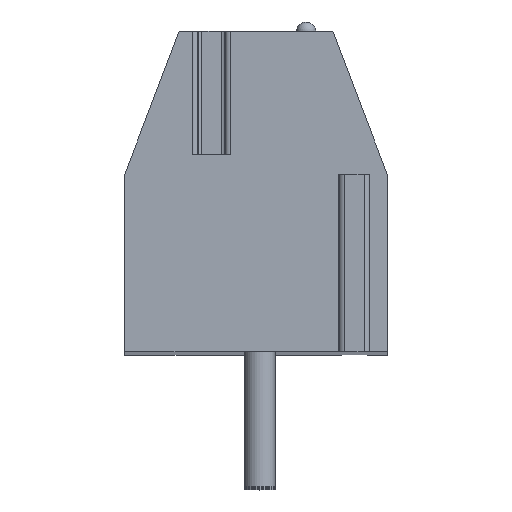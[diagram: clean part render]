
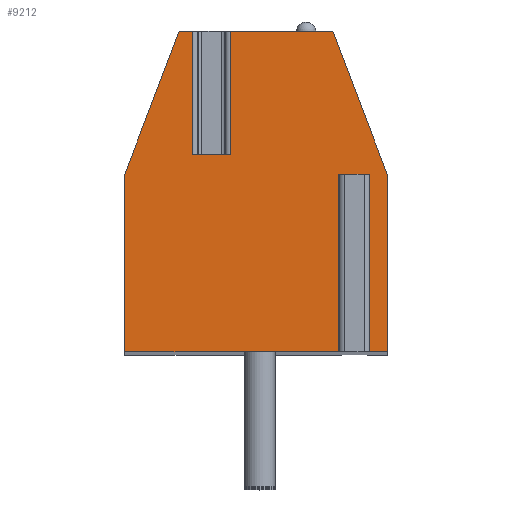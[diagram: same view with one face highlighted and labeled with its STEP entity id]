
A CAD part, top view. The second image highlights one B-rep face of the part: STEP entity #9212.
In plain terms, the highlighted planar face has unit normal (0, 0, 1).
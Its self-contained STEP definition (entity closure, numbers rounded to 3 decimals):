
#13=DIRECTION('',(0.,1.,0.));
#14=VECTOR('',#13,3.2);
#15=CARTESIAN_POINT('',(-1.636,1.,47.625));
#16=LINE('',#15,#14);
#17=DIRECTION('',(1.,0.,0.));
#18=VECTOR('',#17,0.972);
#19=CARTESIAN_POINT('',(-1.636,1.,47.625));
#20=LINE('',#19,#18);
#21=DIRECTION('',(0.,1.,0.));
#22=VECTOR('',#21,3.2);
#23=CARTESIAN_POINT('',(-0.664,1.,47.625));
#24=LINE('',#23,#22);
#25=DIRECTION('',(-1.,0.,0.));
#26=VECTOR('',#25,2.659);
#27=CARTESIAN_POINT('',(1.995,4.2,47.625));
#28=LINE('',#27,#26);
#29=DIRECTION('',(-0.355,0.935,0.));
#30=VECTOR('',#29,3.958);
#31=CARTESIAN_POINT('',(3.4,0.5,47.625));
#32=LINE('',#31,#30);
#33=DIRECTION('',(0.,1.,0.));
#34=VECTOR('',#33,4.6);
#35=CARTESIAN_POINT('',(3.4,-4.1,47.625));
#36=LINE('',#35,#34);
#37=DIRECTION('',(1.,0.,0.));
#38=VECTOR('',#37,0.625);
#39=CARTESIAN_POINT('',(2.775,-4.1,47.625));
#40=LINE('',#39,#38);
#41=DIRECTION('',(0.,1.,0.));
#42=VECTOR('',#41,4.6);
#43=CARTESIAN_POINT('',(2.775,-4.1,47.625));
#44=LINE('',#43,#42);
#45=DIRECTION('',(-1.,0.,0.));
#46=VECTOR('',#45,0.45);
#47=CARTESIAN_POINT('',(2.775,0.5,47.625));
#48=LINE('',#47,#46);
#49=DIRECTION('',(0.,1.,0.));
#50=VECTOR('',#49,4.6);
#51=CARTESIAN_POINT('',(2.325,-4.1,47.625));
#52=LINE('',#51,#50);
#53=DIRECTION('',(1.,0.,0.));
#54=VECTOR('',#53,5.725);
#55=CARTESIAN_POINT('',(-3.4,-4.1,47.625));
#56=LINE('',#55,#54);
#57=DIRECTION('',(0.,-1.,0.));
#58=VECTOR('',#57,4.6);
#59=CARTESIAN_POINT('',(-3.4,0.5,47.625));
#60=LINE('',#59,#58);
#61=DIRECTION('',(-0.355,-0.935,0.));
#62=VECTOR('',#61,3.958);
#63=CARTESIAN_POINT('',(-1.995,4.2,47.625));
#64=LINE('',#63,#62);
#65=DIRECTION('',(-1.,0.,0.));
#66=VECTOR('',#65,0.359);
#67=CARTESIAN_POINT('',(-1.636,4.2,47.625));
#68=LINE('',#67,#66);
#7235=CARTESIAN_POINT('',(-1.995,4.2,47.625));
#7236=CARTESIAN_POINT('',(-3.4,0.5,47.625));
#7237=VERTEX_POINT('',#7235);
#7238=VERTEX_POINT('',#7236);
#7239=CARTESIAN_POINT('',(-3.4,-4.1,47.625));
#7240=VERTEX_POINT('',#7239);
#7241=CARTESIAN_POINT('',(3.4,-4.1,47.625));
#7242=CARTESIAN_POINT('',(3.4,0.5,47.625));
#7243=VERTEX_POINT('',#7241);
#7244=VERTEX_POINT('',#7242);
#7245=CARTESIAN_POINT('',(1.995,4.2,47.625));
#7246=VERTEX_POINT('',#7245);
#7283=CARTESIAN_POINT('',(2.775,0.5,47.625));
#7284=CARTESIAN_POINT('',(2.325,0.5,47.625));
#7285=VERTEX_POINT('',#7283);
#7286=VERTEX_POINT('',#7284);
#7287=CARTESIAN_POINT('',(2.325,-4.1,47.625));
#7288=VERTEX_POINT('',#7287);
#7289=CARTESIAN_POINT('',(2.775,-4.1,47.625));
#7290=VERTEX_POINT('',#7289);
#7351=CARTESIAN_POINT('',(-1.636,1.,47.625));
#7352=CARTESIAN_POINT('',(-1.636,4.2,47.625));
#7353=VERTEX_POINT('',#7351);
#7354=VERTEX_POINT('',#7352);
#7355=CARTESIAN_POINT('',(-0.664,1.,47.625));
#7356=CARTESIAN_POINT('',(-0.664,4.2,47.625));
#7357=VERTEX_POINT('',#7355);
#7358=VERTEX_POINT('',#7356);
#9177=CARTESIAN_POINT('',(0.,0.,47.625));
#9178=DIRECTION('',(0.,0.,1.));
#9179=DIRECTION('',(1.,0.,0.));
#9180=AXIS2_PLACEMENT_3D('',#9177,#9178,#9179);
#9181=PLANE('',#9180);
#9183=ORIENTED_EDGE('',*,*,#9182,.F.);
#9185=ORIENTED_EDGE('',*,*,#9184,.T.);
#9187=ORIENTED_EDGE('',*,*,#9186,.T.);
#9189=ORIENTED_EDGE('',*,*,#9188,.F.);
#9191=ORIENTED_EDGE('',*,*,#9190,.F.);
#9193=ORIENTED_EDGE('',*,*,#9192,.F.);
#9195=ORIENTED_EDGE('',*,*,#9194,.F.);
#9197=ORIENTED_EDGE('',*,*,#9196,.T.);
#9199=ORIENTED_EDGE('',*,*,#9198,.T.);
#9201=ORIENTED_EDGE('',*,*,#9200,.F.);
#9203=ORIENTED_EDGE('',*,*,#9202,.F.);
#9205=ORIENTED_EDGE('',*,*,#9204,.F.);
#9207=ORIENTED_EDGE('',*,*,#9206,.F.);
#9209=ORIENTED_EDGE('',*,*,#9208,.F.);
#9210=EDGE_LOOP('',(#9183,#9185,#9187,#9189,#9191,#9193,#9195,#9197,#9199,#9201,
#9203,#9205,#9207,#9209));
#9211=FACE_OUTER_BOUND('',#9210,.F.);
#9182=EDGE_CURVE('',#7353,#7354,#16,.T.);
#9184=EDGE_CURVE('',#7353,#7357,#20,.T.);
#9186=EDGE_CURVE('',#7357,#7358,#24,.T.);
#9188=EDGE_CURVE('',#7246,#7358,#28,.T.);
#9190=EDGE_CURVE('',#7244,#7246,#32,.T.);
#9192=EDGE_CURVE('',#7243,#7244,#36,.T.);
#9194=EDGE_CURVE('',#7290,#7243,#40,.T.);
#9196=EDGE_CURVE('',#7290,#7285,#44,.T.);
#9198=EDGE_CURVE('',#7285,#7286,#48,.T.);
#9200=EDGE_CURVE('',#7288,#7286,#52,.T.);
#9202=EDGE_CURVE('',#7240,#7288,#56,.T.);
#9204=EDGE_CURVE('',#7238,#7240,#60,.T.);
#9206=EDGE_CURVE('',#7237,#7238,#64,.T.);
#9208=EDGE_CURVE('',#7354,#7237,#68,.T.);
#9212=ADVANCED_FACE('',(#9211),#9181,.T.);
